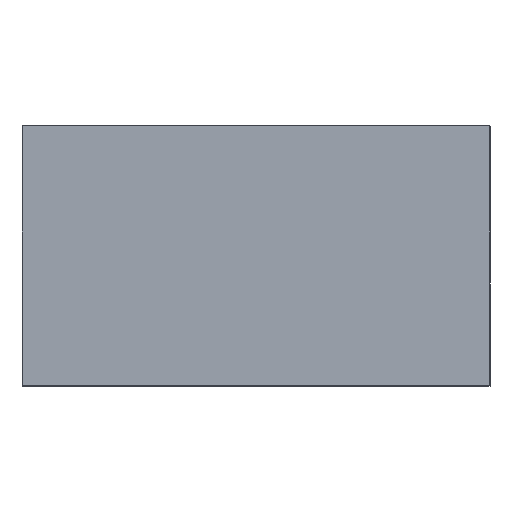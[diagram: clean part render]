
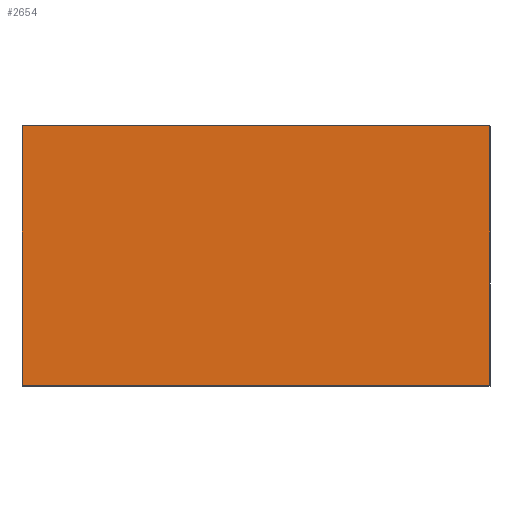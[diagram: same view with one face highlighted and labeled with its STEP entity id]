
A CAD part, top view. The second image highlights one B-rep face of the part: STEP entity #2654.
In plain terms, the highlighted face is planar.
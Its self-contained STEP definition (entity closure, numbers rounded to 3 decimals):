
#194=ORIENTED_EDGE('',*,*,#724,.T.);
#195=ORIENTED_EDGE('',*,*,#720,.F.);
#196=ORIENTED_EDGE('',*,*,#725,.F.);
#197=ORIENTED_EDGE('',*,*,#722,.T.);
#720=EDGE_CURVE('',#990,#989,#1175,.T.);
#722=EDGE_CURVE('',#992,#991,#1177,.T.);
#724=EDGE_CURVE('',#991,#989,#1179,.T.);
#725=EDGE_CURVE('',#992,#990,#1180,.T.);
#989=VERTEX_POINT('',#3356);
#990=VERTEX_POINT('',#3358);
#991=VERTEX_POINT('',#3362);
#992=VERTEX_POINT('',#3364);
#1175=LINE('',#3359,#1366);
#1177=LINE('',#3363,#1368);
#1179=LINE('',#3367,#1370);
#1180=LINE('',#3368,#1371);
#1366=VECTOR('',#2947,1000.);
#1368=VECTOR('',#2951,1000.);
#1370=VECTOR('',#2955,1000.);
#1371=VECTOR('',#2956,1000.);
#1543=EDGE_LOOP('',(#194,#195,#196,#197));
#1670=FACE_BOUND('',#1543,.T.);
#1787=PLANE('',#2782);
#2654=ADVANCED_FACE('',(#1670),#1787,.F.);
#2782=AXIS2_PLACEMENT_3D('',#3366,#2953,#2954);
#2947=DIRECTION('',(0.,0.,-1.));
#2951=DIRECTION('',(0.,0.,-1.));
#2953=DIRECTION('',(0.,-1.,0.));
#2954=DIRECTION('',(1.,0.,0.));
#2955=DIRECTION('',(-1.,0.,0.));
#2956=DIRECTION('',(-1.,0.,0.));
#3356=CARTESIAN_POINT('',(-9.,8.85,-5.));
#3358=CARTESIAN_POINT('',(-9.,8.85,5.));
#3359=CARTESIAN_POINT('',(-9.,8.85,5.));
#3362=CARTESIAN_POINT('',(9.,8.85,-5.));
#3363=CARTESIAN_POINT('',(9.,8.85,5.));
#3364=CARTESIAN_POINT('',(9.,8.85,5.));
#3366=CARTESIAN_POINT('',(9.,8.85,5.));
#3367=CARTESIAN_POINT('',(9.,8.85,-5.));
#3368=CARTESIAN_POINT('',(9.,8.85,5.));
